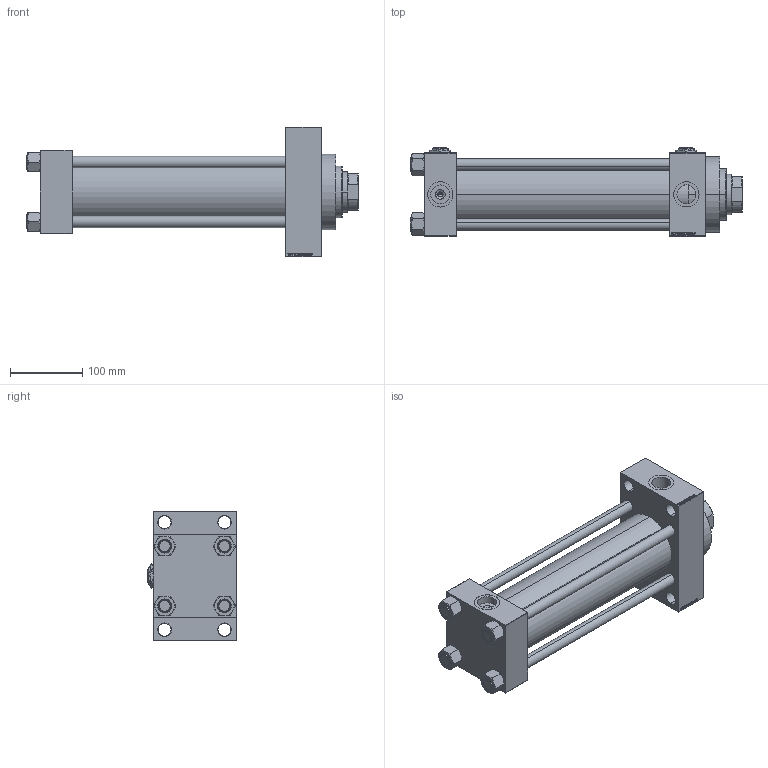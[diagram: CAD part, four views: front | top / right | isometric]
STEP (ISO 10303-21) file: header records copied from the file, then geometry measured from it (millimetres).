
FILE_DESCRIPTION (( 'STEP AP203' ), '1' );
FILE_NAME ('b182.STEP', '2023-08-23T17:09:20', ( '' ), ( '' ), 'SwSTEP 2.0', 'SolidWorks 2019', '' );
FILE_SCHEMA (( 'CONFIG_CONTROL_DESIGN' ));
Length unit declared in the file: millimetre
Products named in the file (7): V215CR_VCP_D adfe9437d740ce024787bfe6edc648b3; V215_VC_A adfe9437d740ce024787bfe6edc648b3; V215CR_D_Body adfe9437d740ce024787bfe6edc648b3; NUT_M5_D adfe9437d740ce024787bfe6edc648b3; Zatka_pro_OIL_PORT adfe9437d740ce024787bfe6edc648b3; b182; V215CR_D_TYCINKA adfe9437d740ce024787bfe6edc648b3
Assembly tree (13 placements, depth 2):
  b182
    V215CR_D_Body adfe9437d740ce024787bfe6edc648b3
    V215CR_VCP_D adfe9437d740ce024787bfe6edc648b3
    NUT_M5_D adfe9437d740ce024787bfe6edc648b3  x4
    V215CR_D_TYCINKA adfe9437d740ce024787bfe6edc648b3  x4
    V215_VC_A adfe9437d740ce024787bfe6edc648b3
    Zatka_pro_OIL_PORT adfe9437d740ce024787bfe6edc648b3  x2
Bounding box: 460 x 122 x 180 mm (x, y, z)
Volume: 3019057.6 mm3; surface area: 524100.5 mm2
Topology: 13 solids, 13 shells, 1249 faces, 3140 edges, 2032 vertices
Faces by surface type: plane 592, bspline 368, cone 184, cylinder 97, torus 8
Entity records: 49806 total; most frequent: CARTESIAN_POINT 25905, ORIENTED_EDGE 5352, DIRECTION 3512, EDGE_CURVE 2676, VERTEX_POINT 1752, VECTOR 1568, LINE 1568, EDGE_LOOP 1188
